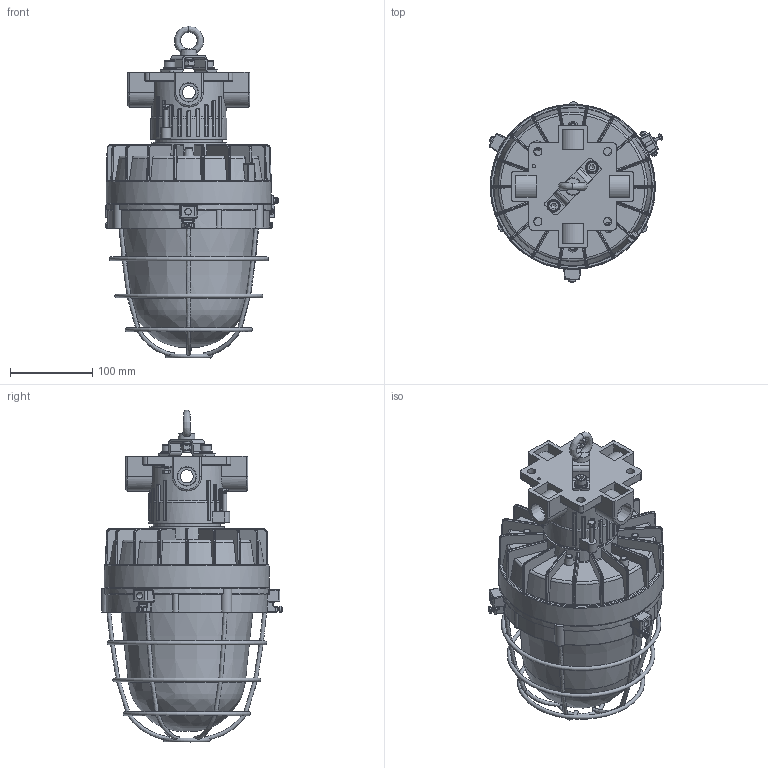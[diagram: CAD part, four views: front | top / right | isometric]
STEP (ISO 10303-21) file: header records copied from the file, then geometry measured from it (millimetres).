
FILE_DESCRIPTION((''),'2;1');
FILE_NAME('СГЖ01-6200С_Р_12DC.stp','2017-04-18T09:51:02',('A.I.Eshenko'),(''),'Autodesk Inventor 2012','Autodesk Inventor 2012','');
FILE_SCHEMA(('AUTOMOTIVE_DESIGN { 1 0 10303 214 1 1 1 1 }'));
Length unit declared in the file: millimetre
Products named in the file (1): СГЖ01-6200С_Р_12DC_Внешний контур_1
Bounding box: 210.58 x 219.6 x 403.1 mm (x, y, z)
Surface area: 641948.6 mm2 (no closed solid volume)
Topology: 0 solids, 43 shells, 2273 faces, 5875 edges, 3726 vertices
Faces by surface type: plane 913, cylinder 551, cone 335, bspline 203, torus 166, sphere 81, revolution 24
Full cylindrical faces by diameter (mm): 3 x3, 3.2 x2, 3.242 x11, 3.65 x6, 4 x6, 4.1 x3, 4.4 x2, 4.567 x2, 4.8 x1, 5 x2, 5.1 x1, 6 x7, 6.647 x3, 6.7 x2, 7 x1, 8 x6, 8.3 x3, 8.4 x2, 10 x4, 12 x2, 13 x2, 16 x6, 17 x1, 22.6 x4, 25 x1, 78.7 x1, 80 x1, 81.9 x1, 82.7 x1, 86.4 x1
Entity records: 83057 total; most frequent: CARTESIAN_POINT 27569, DIRECTION 11163, ORIENTED_EDGE 11042, EDGE_CURVE 5535, AXIS2_PLACEMENT_3D 4478, VERTEX_POINT 3611, EDGE_LOOP 2658, FACE_OUTER_BOUND 2270
